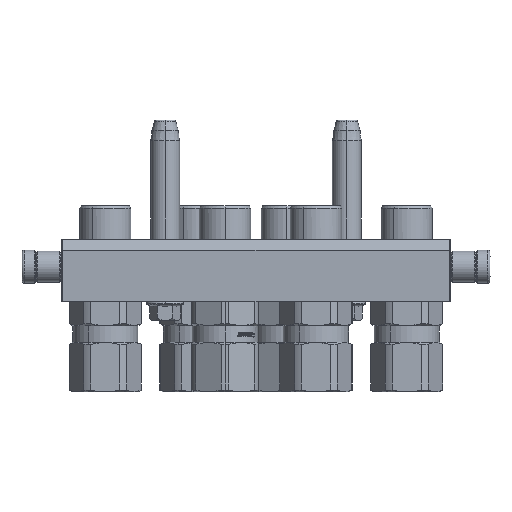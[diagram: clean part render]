
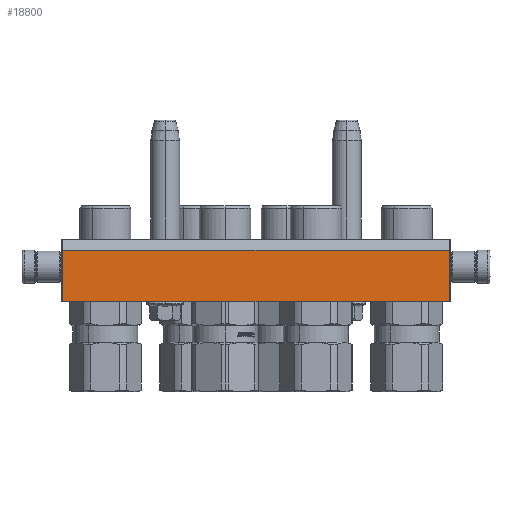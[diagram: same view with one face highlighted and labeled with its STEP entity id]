
A CAD part, left-side view. The second image highlights one B-rep face of the part: STEP entity #18800.
In plain terms, the highlighted face is planar.
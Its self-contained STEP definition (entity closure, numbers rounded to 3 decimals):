
#757 = VERTEX_POINT ( 'NONE', #7270 ) ;
#1027 = ORIENTED_EDGE ( 'NONE', *, *, #55946, .F. ) ;
#2664 = CARTESIAN_POINT ( 'NONE',  ( 93.5, 15., -45. ) ) ;
#3250 = LINE ( 'NONE', #2664, #32787 ) ;
#5245 = CARTESIAN_POINT ( 'NONE',  ( 93.5, -10., -45. ) ) ;
#7270 = CARTESIAN_POINT ( 'NONE',  ( 93.5, 15., -45. ) ) ;
#7738 = PLANE ( 'NONE',  #16223 ) ;
#13241 = EDGE_LOOP ( 'NONE', ( #38133, #1027, #43063, #40711 ) ) ;
#14331 = DIRECTION ( 'NONE',  ( 0., 1., 0. ) ) ;
#14521 = CARTESIAN_POINT ( 'NONE',  ( 93.5, -10., -45. ) ) ;
#15712 = LINE ( 'NONE', #16407, #45838 ) ;
#16188 = FACE_OUTER_BOUND ( 'NONE', #13241, .T. ) ;
#16223 = AXIS2_PLACEMENT_3D ( 'NONE', #30334, #39472, #47745 ) ;
#16407 = CARTESIAN_POINT ( 'NONE',  ( -93.5, -10., -45. ) ) ;
#17207 = VERTEX_POINT ( 'NONE', #18006 ) ;
#17863 = LINE ( 'NONE', #47406, #45123 ) ;
#18006 = CARTESIAN_POINT ( 'NONE',  ( -93.5, -10., -45. ) ) ;
#18800 = ADVANCED_FACE ( 'NONE', ( #16188 ), #7738, .T. ) ;
#22647 = EDGE_CURVE ( 'NONE', #17207, #36716, #15712, .T. ) ;
#30334 = CARTESIAN_POINT ( 'NONE',  ( 94., -15., -45. ) ) ;
#30351 = DIRECTION ( 'NONE',  ( -1., 0., 0. ) ) ;
#32540 = EDGE_CURVE ( 'NONE', #757, #36716, #3250, .T. ) ;
#32787 = VECTOR ( 'NONE', #30351, 1000. ) ;
#33810 = VECTOR ( 'NONE', #14331, 1000. ) ;
#34266 = CARTESIAN_POINT ( 'NONE',  ( -93.5, 15., -45. ) ) ;
#36716 = VERTEX_POINT ( 'NONE', #34266 ) ;
#38133 = ORIENTED_EDGE ( 'NONE', *, *, #32540, .F. ) ;
#39472 = DIRECTION ( 'NONE',  ( 0., 0., -1. ) ) ;
#40711 = ORIENTED_EDGE ( 'NONE', *, *, #22647, .T. ) ;
#43063 = ORIENTED_EDGE ( 'NONE', *, *, #54262, .F. ) ;
#45123 = VECTOR ( 'NONE', #56427, 1000. ) ;
#45838 = VECTOR ( 'NONE', #56362, 1000. ) ;
#47406 = CARTESIAN_POINT ( 'NONE',  ( -93.5, -10., -45. ) ) ;
#47745 = DIRECTION ( 'NONE',  ( -1., 0., 0. ) ) ;
#48420 = VERTEX_POINT ( 'NONE', #5245 ) ;
#52752 = LINE ( 'NONE', #14521, #33810 ) ;
#54262 = EDGE_CURVE ( 'NONE', #17207, #48420, #17863, .T. ) ;
#55946 = EDGE_CURVE ( 'NONE', #48420, #757, #52752, .T. ) ;
#56362 = DIRECTION ( 'NONE',  ( 0., 1., 0. ) ) ;
#56427 = DIRECTION ( 'NONE',  ( 1., 0., 0. ) ) ;
